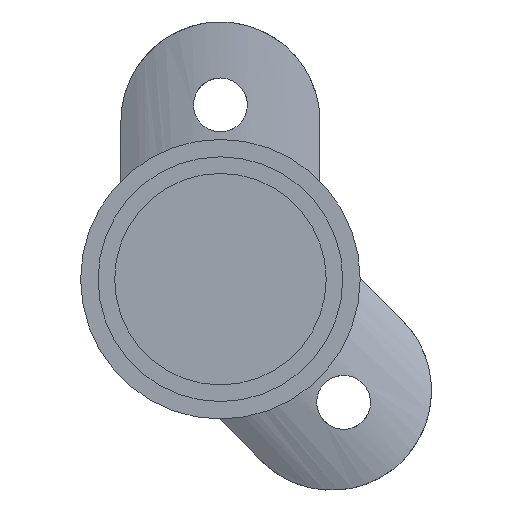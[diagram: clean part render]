
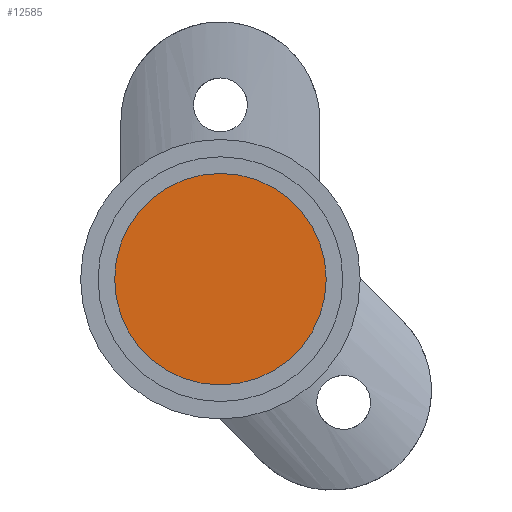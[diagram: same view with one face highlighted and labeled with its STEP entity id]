
A CAD part, front view. The second image highlights one B-rep face of the part: STEP entity #12585.
In plain terms, the highlighted planar face has unit normal (0, -1, 0).
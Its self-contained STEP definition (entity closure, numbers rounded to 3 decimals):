
#343 = VERTEX_POINT ( 'NONE', #6958 ) ;
#407 = AXIS2_PLACEMENT_3D ( 'NONE', #9095, #600, #13104 ) ;
#600 = DIRECTION ( 'NONE',  ( 0., -1., 0. ) ) ;
#717 = DIRECTION ( 'NONE',  ( 0., -1., 0. ) ) ;
#767 = EDGE_CURVE ( 'NONE', #4195, #343, #4117, .T. ) ;
#1370 = AXIS2_PLACEMENT_3D ( 'NONE', #2625, #717, #9945 ) ;
#1605 = ORIENTED_EDGE ( 'NONE', *, *, #767, .T. ) ;
#2255 = FACE_OUTER_BOUND ( 'NONE', #4636, .T. ) ;
#2625 = CARTESIAN_POINT ( 'NONE',  ( 0., 30., 0. ) ) ;
#2753 = EDGE_CURVE ( 'NONE', #343, #4195, #9156, .T. ) ;
#3073 = AXIS2_PLACEMENT_3D ( 'NONE', #5949, #13158, #7005 ) ;
#3184 = CARTESIAN_POINT ( 'NONE',  ( 0., 30., 12.75 ) ) ;
#4117 = CIRCLE ( 'NONE', #1370, 12.75 ) ;
#4195 = VERTEX_POINT ( 'NONE', #3184 ) ;
#4636 = EDGE_LOOP ( 'NONE', ( #10992, #1605 ) ) ;
#5949 = CARTESIAN_POINT ( 'NONE',  ( 0., 30., 0. ) ) ;
#6958 = CARTESIAN_POINT ( 'NONE',  ( 0., 30., -12.75 ) ) ;
#7005 = DIRECTION ( 'NONE',  ( 0., 0., -1. ) ) ;
#9095 = CARTESIAN_POINT ( 'NONE',  ( 0., 30., 0. ) ) ;
#9156 = CIRCLE ( 'NONE', #407, 12.75 ) ;
#9945 = DIRECTION ( 'NONE',  ( 0., 0., -1. ) ) ;
#10992 = ORIENTED_EDGE ( 'NONE', *, *, #2753, .T. ) ;
#12042 = PLANE ( 'NONE',  #3073 ) ;
#12585 = ADVANCED_FACE ( 'NONE', ( #2255 ), #12042, .T. ) ;
#13104 = DIRECTION ( 'NONE',  ( 0., 0., -1. ) ) ;
#13158 = DIRECTION ( 'NONE',  ( 0., -1., 0. ) ) ;
